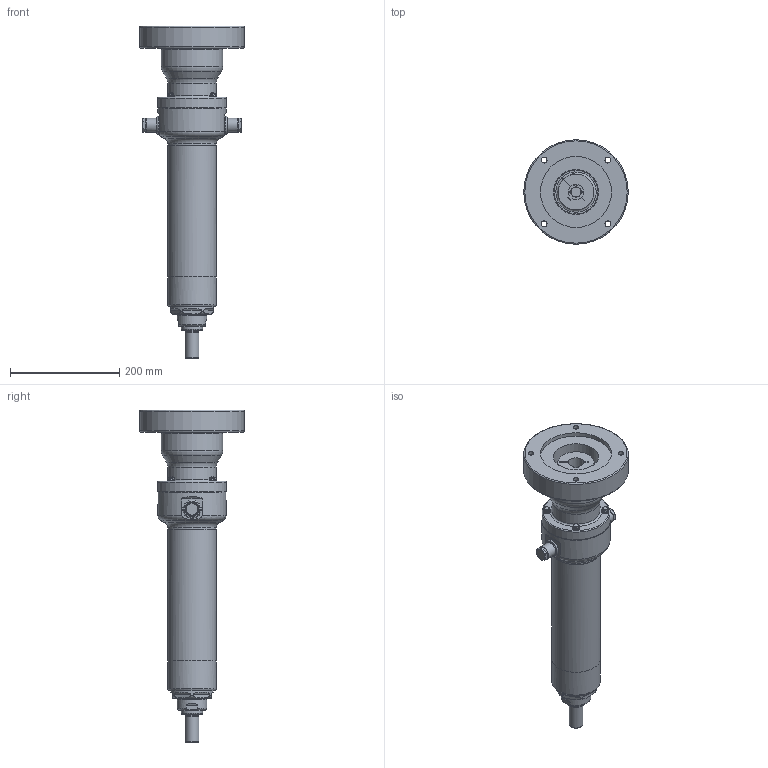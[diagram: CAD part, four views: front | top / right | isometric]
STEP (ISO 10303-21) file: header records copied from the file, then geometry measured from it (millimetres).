
FILE_DESCRIPTION (( 'STEP AP203' ), '1' );
FILE_NAME ('RS-486806-1.step', '2025-04-22T20:19:08', ( '' ), ( '' ), 'SwSTEP 2.0', 'SolidWorks 2024', '' );
FILE_SCHEMA (( 'CONFIG_CONTROL_DESIGN' ));
Length unit declared in the file: inch
Products named in the file (5): Base_RS-486806-1; 21309036_RS-486806-1; tempJoin0_21309068_RS-486806-1; RS-486806-1; tempJoin0_21309003_RS-486806-1
Assembly tree (4 placements, depth 2):
  RS-486806-1
    tempJoin0_21309003_RS-486806-1
    tempJoin0_21309068_RS-486806-1
    21309036_RS-486806-1
    Base_RS-486806-1
Bounding box: 191.4 x 191.4 x 608.23 mm (x, y, z)
Volume: 4136627.9 mm3; surface area: 519695.1 mm2
Topology: 5 solids, 23 shells, 865 faces, 2057 edges, 1272 vertices
Faces by surface type: cylinder 303, plane 207, bspline 192, torus 94, cone 63, sphere 6
Full cylindrical faces by diameter (mm): 4.2 x1, 5 x10, 6.35 x1, 6.528 x2, 7.938 x3, 7.949 x1, 8 x1, 8.738 x2, 10.516 x4, 11.1 x2, 12.7 x1, 16.51 x1, 19.05 x2, 22.606 x1, 23.5 x2, 23.75 x1, 24 x4, 24.613 x1, 24.666 x1, 24.8 x1, 25.397 x2, 25.4 x1, 27 x1, 30.378 x2, 33.782 x2, 38 x1, 38.197 x1, 38.76 x1, 53.95 x2, 54.229 x1
Entity records: 34041 total; most frequent: CARTESIAN_POINT 16068, ORIENTED_EDGE 3572, DIRECTION 3406, EDGE_CURVE 1786, AXIS2_PLACEMENT_3D 1461, VERTEX_POINT 1183, EDGE_LOOP 1105, FACE_OUTER_BOUND 1001
